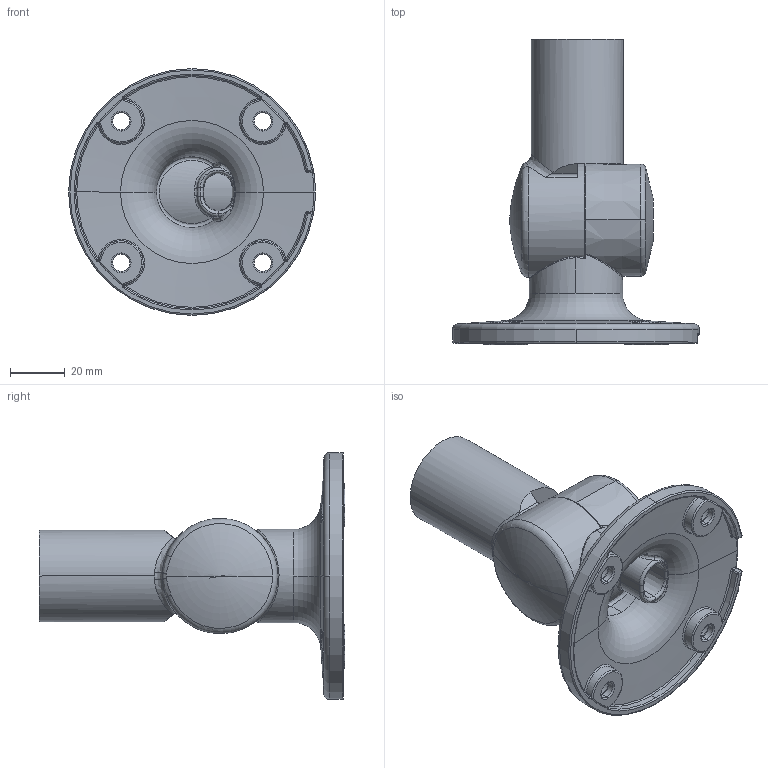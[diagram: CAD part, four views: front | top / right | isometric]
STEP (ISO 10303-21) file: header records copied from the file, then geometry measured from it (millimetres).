
FILE_DESCRIPTION (( 'STEP AP203' ), '1' );
FILE_NAME ('SL24.STP', '2021-01-20T10:56:55', ( '' ), ( '' ), 'SwSTEP 2.0', 'SolidWorks 2019', '' );
FILE_SCHEMA (( 'CONFIG_CONTROL_DESIGN' ));
Length unit declared in the file: millimetre
Products named in the file (1): SL24
Bounding box: 90 x 111.5 x 90 mm (x, y, z)
Volume: 115304.9 mm3; surface area: 39855.3 mm2
Topology: 2 solids, 2 shells, 280 faces, 677 edges, 393 vertices
Faces by surface type: torus 87, cylinder 79, bspline 47, sphere 28, plane 28, cone 11
Entity records: 18186 total; most frequent: CARTESIAN_POINT 11948, DIRECTION 1329, ORIENTED_EDGE 1314, EDGE_CURVE 657, AXIS2_PLACEMENT_3D 611, VERTEX_POINT 391, CIRCLE 377, EDGE_LOOP 298
